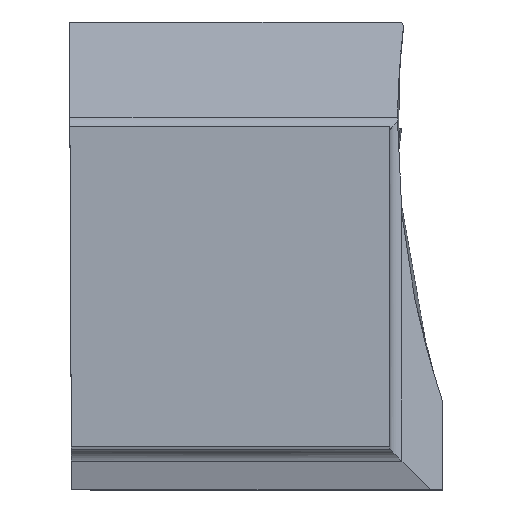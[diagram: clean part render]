
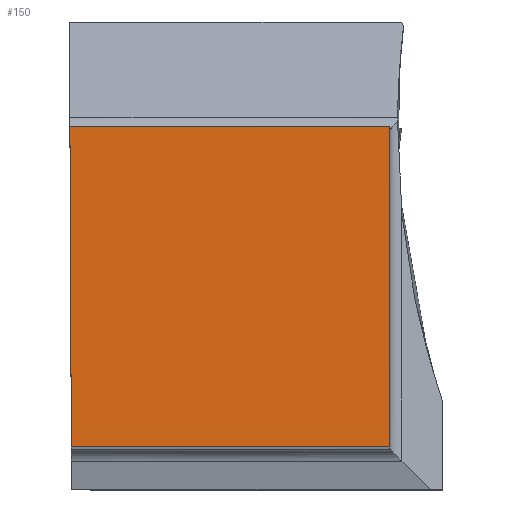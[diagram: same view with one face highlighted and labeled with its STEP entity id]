
A CAD part, top view. The second image highlights one B-rep face of the part: STEP entity #150.
In plain terms, the highlighted planar face has unit normal (0, 0, 1).
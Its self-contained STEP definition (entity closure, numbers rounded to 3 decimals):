
#115=PLANE('',#1229);
#150=ADVANCED_FACE('CU_BACK_SU1',(#226),#115,.F.);
#226=FACE_OUTER_BOUND('',#283,.T.);
#283=EDGE_LOOP('',(#599,#600,#601,#602));
#346=LINE('',#1802,#418);
#353=LINE('',#3038,#427);
#354=LINE('',#3040,#428);
#355=LINE('',#3042,#429);
#418=VECTOR('',#1353,1.);
#427=VECTOR('',#1374,1.);
#428=VECTOR('',#1375,1.);
#429=VECTOR('',#1376,1.);
#599=ORIENTED_EDGE('',*,*,#984,.T.);
#600=ORIENTED_EDGE('',*,*,#985,.F.);
#601=ORIENTED_EDGE('',*,*,#986,.T.);
#602=ORIENTED_EDGE('',*,*,#963,.T.);
#853=VERTEX_POINT('',#1801);
#854=VERTEX_POINT('',#1803);
#865=VERTEX_POINT('',#3039);
#866=VERTEX_POINT('',#3041);
#963=EDGE_CURVE('',#854,#853,#346,.T.);
#984=EDGE_CURVE('',#853,#865,#353,.T.);
#985=EDGE_CURVE('',#866,#865,#354,.T.);
#986=EDGE_CURVE('',#866,#854,#355,.T.);
#1229=AXIS2_PLACEMENT_3D('',#3043,#1377,#1378);
#1353=DIRECTION('',(0.004,-1.,0.));
#1374=DIRECTION('',(1.,0.,0.));
#1375=DIRECTION('',(0.,-1.,0.));
#1376=DIRECTION('',(-1.,0.,0.));
#1377=DIRECTION('',(0.,0.,-1.));
#1378=DIRECTION('',(0.,-1.,0.));
#1801=CARTESIAN_POINT('',(0.138,0.,0.));
#1802=CARTESIAN_POINT('',(-0.088,51.726,0.));
#1803=CARTESIAN_POINT('',(0.,31.623,0.));
#3038=CARTESIAN_POINT('',(-23.581,0.,0.));
#3039=CARTESIAN_POINT('',(31.623,0.,0.));
#3040=CARTESIAN_POINT('',(31.623,51.623,0.));
#3041=CARTESIAN_POINT('',(31.623,31.623,0.));
#3042=CARTESIAN_POINT('',(-23.581,31.623,0.));
#3043=CARTESIAN_POINT('',(-23.581,51.623,0.));
